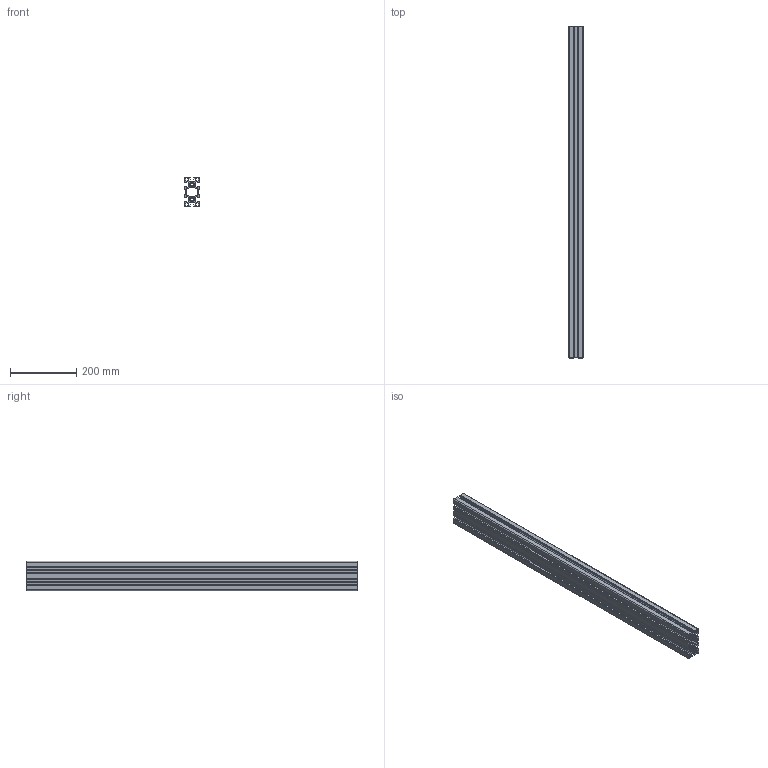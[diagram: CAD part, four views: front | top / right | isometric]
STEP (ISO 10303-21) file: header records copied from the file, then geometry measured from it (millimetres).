
FILE_DESCRIPTION(('STEP AP203'),'1');
FILE_NAME('BASE10B0089.stp','2023-10-13T09:54:10',(' '),(' '),'Spatial InterOp 3D',' ',' ');
FILE_SCHEMA(('CONFIG_CONTROL_DESIGN'));
Length unit declared in the file: millimetre
Products named in the file (1): Profilé 10 90x45 lourd
Bounding box: 45 x 1000 x 90 mm (x, y, z)
Volume: 1522288.3 mm3; surface area: 930246.6 mm2
Topology: 1 solids, 1 shells, 246 faces, 732 edges, 488 vertices
Faces by surface type: plane 166, cylinder 80
Entity records: 8386 total; most frequent: CARTESIAN_POINT 1467, ORIENTED_EDGE 1464, DIRECTION 1386, EDGE_CURVE 732, LINE 572, VECTOR 572, VERTEX_POINT 488, AXIS2_PLACEMENT_3D 407
